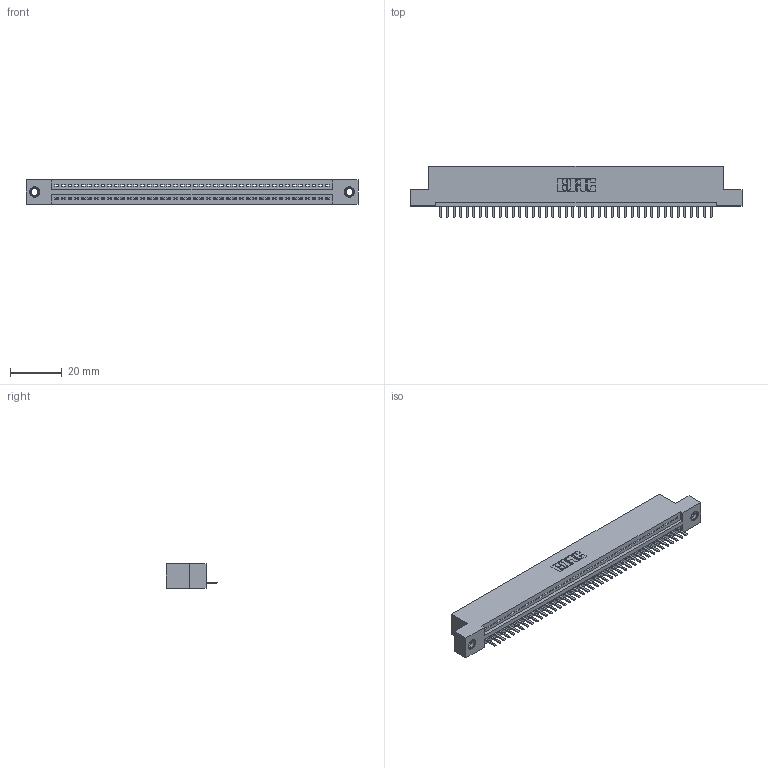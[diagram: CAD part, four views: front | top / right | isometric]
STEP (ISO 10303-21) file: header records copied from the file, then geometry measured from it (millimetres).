
FILE_DESCRIPTION (( 'STEP AP203' ), '1' );
FILE_NAME ('345-042-520-107.STEP', '2018-09-05T10:32:05', ( '' ), ( '' ), 'SwSTEP 2.0', 'SolidWorks 2016', '' );
FILE_SCHEMA (( 'CONFIG_CONTROL_DESIGN' ));
Length unit declared in the file: inch
Products named in the file (4): 345 Part_Flush Mounting Lugs - 0.156 Dia-TI; 345-292-001_345-293-120; 345-250-001_345-250-005-103; 345-042-520-107
Assembly tree (45 placements, depth 2):
  345-042-520-107
    345 Part_Flush Mounting Lugs - 0.156 Dia-TI
    345-292-001_345-293-120  x42
    345-250-001_345-250-005-103  x2
Bounding box: 127.89 x 19.68 x 9.4 mm (x, y, z)
Volume: 12012.7 mm3; surface area: 15601.1 mm2
Topology: 45 solids, 45 shells, 2790 faces, 8205 edges, 5350 vertices
Faces by surface type: plane 1876, cylinder 898, cone 12, torus 4
Entity records: 32910 total; most frequent: CARTESIAN_POINT 5693, ORIENTED_EDGE 5650, DIRECTION 4987, EDGE_CURVE 2825, LINE 2501, VECTOR 2501, VERTEX_POINT 1876, AXIS2_PLACEMENT_3D 1243
